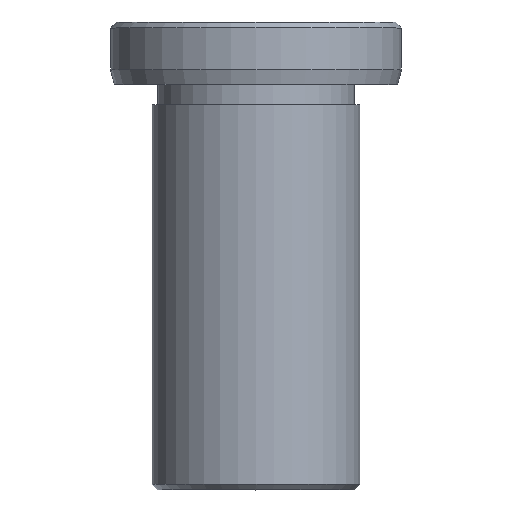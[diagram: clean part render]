
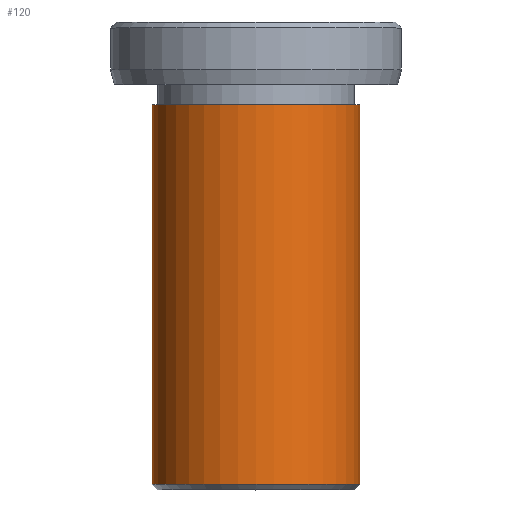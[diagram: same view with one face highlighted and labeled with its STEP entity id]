
A CAD part, top view. The second image highlights one B-rep face of the part: STEP entity #120.
In plain terms, the highlighted cylindrical face has radius 10 mm (diameter 20 mm), a partial arc.
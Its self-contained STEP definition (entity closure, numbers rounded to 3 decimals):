
#120=ADVANCED_FACE('',(#240),#241,.T.);
#240=FACE_OUTER_BOUND('',#355,.T.);
#241=CYLINDRICAL_SURFACE('',#356,10.0);
#355=EDGE_LOOP('',(#615,#616,#617,#618));
#356=AXIS2_PLACEMENT_3D('',#619,#620,#621);
#615=ORIENTED_EDGE('',*,*,#639,.T.);
#616=ORIENTED_EDGE('',*,*,#737,.F.);
#617=ORIENTED_EDGE('',*,*,#641,.T.);
#618=ORIENTED_EDGE('',*,*,#734,.T.);
#619=CARTESIAN_POINT('',(0.0,18.525,0.0));
#620=DIRECTION('',(-0.0,1.0,0.0));
#621=DIRECTION('',(1.0,0.0,0.0));
#639=EDGE_CURVE('',#741,#742,#743,.T.);
#641=EDGE_CURVE('',#746,#744,#747,.T.);
#734=EDGE_CURVE('',#744,#741,#876,.T.);
#737=EDGE_CURVE('',#746,#742,#879,.T.);
#741=VERTEX_POINT('',#883);
#742=VERTEX_POINT('',#884);
#743=LINE('',#885,#886);
#744=VERTEX_POINT('',#887);
#746=VERTEX_POINT('',#889);
#747=LINE('',#890,#891);
#876=CIRCLE('',#1048,10.0);
#879=CIRCLE('',#1051,10.0);
#883=CARTESIAN_POINT('',(10.0,0.541,0.0));
#884=CARTESIAN_POINT('',(10.0,37.05,0.0));
#885=CARTESIAN_POINT('',(10.0,18.525,0.));
#886=VECTOR('',#1054,1.0);
#887=CARTESIAN_POINT('',(-10.0,0.541,0.));
#889=CARTESIAN_POINT('',(-10.0,37.05,0.));
#890=CARTESIAN_POINT('',(-10.0,18.525,0.));
#891=VECTOR('',#1058,1.0);
#1048=AXIS2_PLACEMENT_3D('',#1189,#1190,#1191);
#1051=AXIS2_PLACEMENT_3D('',#1195,#1196,#1197);
#1054=DIRECTION('',(0.0,1.0,0.0));
#1058=DIRECTION('',(-0.0,-1.0,-0.0));
#1189=CARTESIAN_POINT('',(0.0,0.541,0.0));
#1190=DIRECTION('',(0.,1.0,0.0));
#1191=DIRECTION('',(1.0,0.,0.0));
#1195=CARTESIAN_POINT('',(0.0,37.05,0.0));
#1196=DIRECTION('',(-0.0,1.0,0.0));
#1197=DIRECTION('',(1.0,0.0,0.0));
